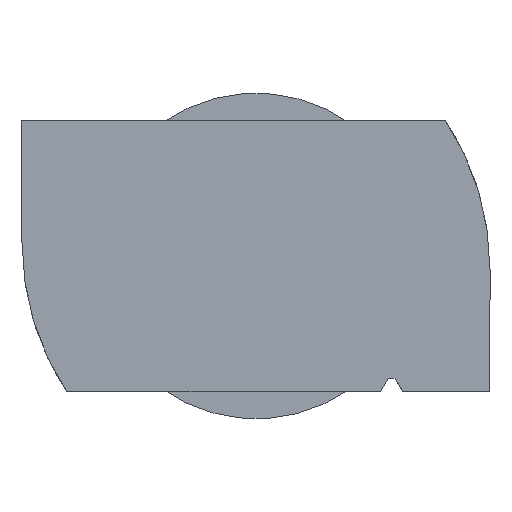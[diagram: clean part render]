
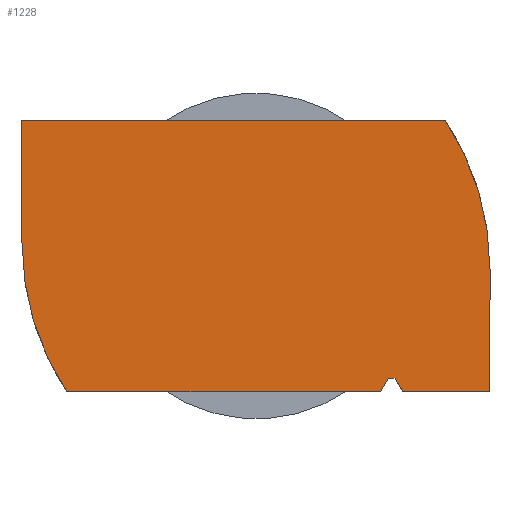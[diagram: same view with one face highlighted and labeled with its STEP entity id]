
A CAD part, front view. The second image highlights one B-rep face of the part: STEP entity #1228.
In plain terms, the highlighted planar face has unit normal (0, -1, 0).
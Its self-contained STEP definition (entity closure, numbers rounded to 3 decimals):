
#26 = ORIENTED_EDGE ( 'NONE', *, *, #515, .T. ) ;
#30 = VECTOR ( 'NONE', #592, 1000. ) ;
#47 = CARTESIAN_POINT ( 'NONE',  ( 10.25, 0., -9. ) ) ;
#65 = ORIENTED_EDGE ( 'NONE', *, *, #692, .F. ) ;
#69 = CARTESIAN_POINT ( 'NONE',  ( -2.75, 0., -1. ) ) ;
#79 = DIRECTION ( 'NONE',  ( 0., 1., 0. ) ) ;
#94 = ORIENTED_EDGE ( 'NONE', *, *, #1354, .F. ) ;
#149 = PLANE ( 'NONE',  #1287 ) ;
#155 = LINE ( 'NONE', #687, #783 ) ;
#181 = CARTESIAN_POINT ( 'NONE',  ( -17.25, 0., 1. ) ) ;
#189 = CARTESIAN_POINT ( 'NONE',  ( 9.173, 0., -10. ) ) ;
#191 = DIRECTION ( 'NONE',  ( 0.5, 0., 0.866 ) ) ;
#205 = DIRECTION ( 'NONE',  ( 1., 0., 0. ) ) ;
#212 = CARTESIAN_POINT ( 'NONE',  ( 13.953, 0., 10. ) ) ;
#214 = VERTEX_POINT ( 'NONE', #477 ) ;
#218 = EDGE_CURVE ( 'NONE', #1664, #938, #1632, .T. ) ;
#220 = CARTESIAN_POINT ( 'NONE',  ( -13.953, 0., -10. ) ) ;
#227 = AXIS2_PLACEMENT_3D ( 'NONE', #69, #79, #1660 ) ;
#235 = ORIENTED_EDGE ( 'NONE', *, *, #218, .T. ) ;
#239 = EDGE_CURVE ( 'NONE', #929, #291, #1302, .T. ) ;
#253 = ORIENTED_EDGE ( 'NONE', *, *, #443, .F. ) ;
#285 = LINE ( 'NONE', #932, #645 ) ;
#287 = EDGE_CURVE ( 'NONE', #947, #522, #338, .T. ) ;
#291 = VERTEX_POINT ( 'NONE', #1668 ) ;
#338 = CIRCLE ( 'NONE', #1524, 20. ) ;
#379 = ORIENTED_EDGE ( 'NONE', *, *, #239, .F. ) ;
#436 = DIRECTION ( 'NONE',  ( 0., 0., -1. ) ) ;
#442 = EDGE_CURVE ( 'NONE', #522, #865, #285, .T. ) ;
#443 = EDGE_CURVE ( 'NONE', #291, #214, #155, .T. ) ;
#444 = LINE ( 'NONE', #577, #555 ) ;
#477 = CARTESIAN_POINT ( 'NONE',  ( 17.25, 0., -10. ) ) ;
#515 = EDGE_CURVE ( 'NONE', #938, #517, #709, .T. ) ;
#517 = VERTEX_POINT ( 'NONE', #47 ) ;
#522 = VERTEX_POINT ( 'NONE', #181 ) ;
#555 = VECTOR ( 'NONE', #205, 1000. ) ;
#570 = FACE_OUTER_BOUND ( 'NONE', #748, .T. ) ;
#577 = CARTESIAN_POINT ( 'NONE',  ( -17.25, 0., 10. ) ) ;
#588 = CARTESIAN_POINT ( 'NONE',  ( 10.25, 0., -9. ) ) ;
#592 = DIRECTION ( 'NONE',  ( 0.5, 0., -0.866 ) ) ;
#599 = CARTESIAN_POINT ( 'NONE',  ( -13.953, 0., -10. ) ) ;
#604 = ORIENTED_EDGE ( 'NONE', *, *, #1686, .F. ) ;
#610 = LINE ( 'NONE', #1642, #30 ) ;
#633 = ORIENTED_EDGE ( 'NONE', *, *, #442, .F. ) ;
#645 = VECTOR ( 'NONE', #817, 1000. ) ;
#679 = VECTOR ( 'NONE', #191, 1000. ) ;
#687 = CARTESIAN_POINT ( 'NONE',  ( 17.25, 0., -1. ) ) ;
#690 = ORIENTED_EDGE ( 'NONE', *, *, #287, .F. ) ;
#692 = EDGE_CURVE ( 'NONE', #214, #1477, #1677, .T. ) ;
#709 = LINE ( 'NONE', #588, #1113 ) ;
#748 = EDGE_LOOP ( 'NONE', ( #1602, #65, #253, #379, #604, #633, #690, #94, #235, #26 ) ) ;
#756 = CARTESIAN_POINT ( 'NONE',  ( 9.75, 0., -9. ) ) ;
#783 = VECTOR ( 'NONE', #436, 1000. ) ;
#816 = CARTESIAN_POINT ( 'NONE',  ( 10.827, 0., -10. ) ) ;
#817 = DIRECTION ( 'NONE',  ( 0., 0., 1. ) ) ;
#865 = VERTEX_POINT ( 'NONE', #1585 ) ;
#913 = CARTESIAN_POINT ( 'NONE',  ( 2.75, 0., 1. ) ) ;
#916 = EDGE_CURVE ( 'NONE', #517, #1477, #610, .T. ) ;
#929 = VERTEX_POINT ( 'NONE', #212 ) ;
#932 = CARTESIAN_POINT ( 'NONE',  ( -17.25, 0., 10. ) ) ;
#938 = VERTEX_POINT ( 'NONE', #756 ) ;
#947 = VERTEX_POINT ( 'NONE', #599 ) ;
#965 = VECTOR ( 'NONE', #1143, 1000. ) ;
#983 = CARTESIAN_POINT ( 'NONE',  ( 9.75, 0., -9. ) ) ;
#1012 = LINE ( 'NONE', #220, #965 ) ;
#1068 = DIRECTION ( 'NONE',  ( 0., -1., 0. ) ) ;
#1096 = CARTESIAN_POINT ( 'NONE',  ( 2.75, 0., 1. ) ) ;
#1113 = VECTOR ( 'NONE', #1249, 1000. ) ;
#1143 = DIRECTION ( 'NONE',  ( -1., 0., 0. ) ) ;
#1222 = DIRECTION ( 'NONE',  ( 0., 0., -1. ) ) ;
#1228 = ADVANCED_FACE ( 'NONE', ( #570 ), #149, .T. ) ;
#1249 = DIRECTION ( 'NONE',  ( 1., 0., 0. ) ) ;
#1264 = DIRECTION ( 'NONE',  ( -1., 0., 0. ) ) ;
#1287 = AXIS2_PLACEMENT_3D ( 'NONE', #1096, #1068, #1222 ) ;
#1298 = DIRECTION ( 'NONE',  ( 0., 0., -1. ) ) ;
#1302 = CIRCLE ( 'NONE', #227, 20. ) ;
#1354 = EDGE_CURVE ( 'NONE', #1664, #947, #1012, .T. ) ;
#1374 = VECTOR ( 'NONE', #1264, 1000. ) ;
#1435 = CARTESIAN_POINT ( 'NONE',  ( -13.953, 0., -10. ) ) ;
#1477 = VERTEX_POINT ( 'NONE', #816 ) ;
#1524 = AXIS2_PLACEMENT_3D ( 'NONE', #913, #1535, #1298 ) ;
#1535 = DIRECTION ( 'NONE',  ( 0., 1., 0. ) ) ;
#1585 = CARTESIAN_POINT ( 'NONE',  ( -17.25, 0., 10. ) ) ;
#1602 = ORIENTED_EDGE ( 'NONE', *, *, #916, .T. ) ;
#1632 = LINE ( 'NONE', #983, #679 ) ;
#1642 = CARTESIAN_POINT ( 'NONE',  ( 10.827, 0., -10. ) ) ;
#1660 = DIRECTION ( 'NONE',  ( 0., 0., -1. ) ) ;
#1664 = VERTEX_POINT ( 'NONE', #189 ) ;
#1668 = CARTESIAN_POINT ( 'NONE',  ( 17.25, 0., -1. ) ) ;
#1677 = LINE ( 'NONE', #1435, #1374 ) ;
#1686 = EDGE_CURVE ( 'NONE', #865, #929, #444, .T. ) ;
